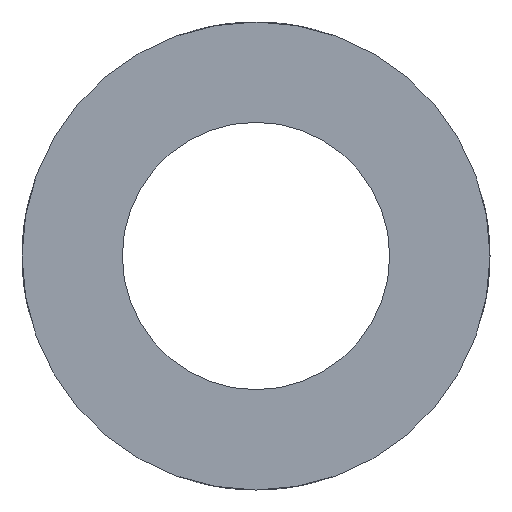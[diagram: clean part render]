
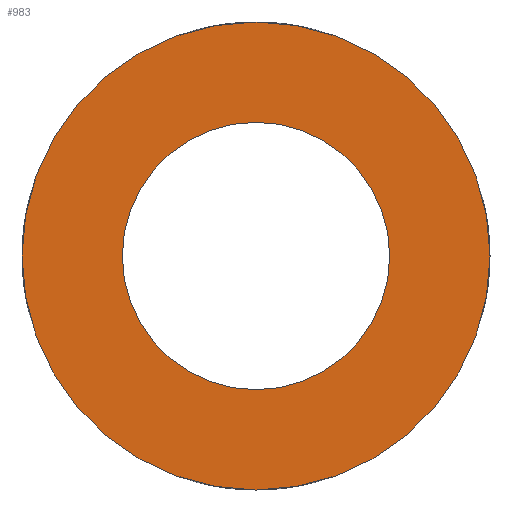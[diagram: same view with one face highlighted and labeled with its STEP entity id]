
A CAD part, left-side view. The second image highlights one B-rep face of the part: STEP entity #983.
In plain terms, the highlighted planar face has unit normal (-1, 0, 0).
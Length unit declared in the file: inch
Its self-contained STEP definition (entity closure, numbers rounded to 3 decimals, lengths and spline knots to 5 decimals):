
#60 = CIRCLE ( 'NONE', #528, 0.25 ) ;
#119 = EDGE_CURVE ( 'NONE', #873, #475, #60, .T. ) ;
#126 = DIRECTION ( 'NONE',  ( 0., 0., -1. ) ) ;
#127 = DIRECTION ( 'NONE',  ( 1., 0., 0. ) ) ;
#128 = CARTESIAN_POINT ( 'NONE',  ( 0., 0., 0. ) ) ;
#138 = ORIENTED_EDGE ( 'NONE', *, *, #341, .F. ) ;
#214 = CARTESIAN_POINT ( 'NONE',  ( 0., 0., -0.4376 ) ) ;
#224 = AXIS2_PLACEMENT_3D ( 'NONE', #718, #717, #716 ) ;
#254 = ORIENTED_EDGE ( 'NONE', *, *, #1502, .T. ) ;
#285 = CARTESIAN_POINT ( 'NONE',  ( 0., 0., 0.25 ) ) ;
#305 = AXIS2_PLACEMENT_3D ( 'NONE', #792, #763, #760 ) ;
#309 = EDGE_LOOP ( 'NONE', ( #1173, #254 ) ) ;
#324 = CARTESIAN_POINT ( 'NONE',  ( 0., 0., 0.4376 ) ) ;
#341 = EDGE_CURVE ( 'NONE', #1467, #1396, #1497, .T. ) ;
#403 = AXIS2_PLACEMENT_3D ( 'NONE', #513, #526, #484 ) ;
#466 = AXIS2_PLACEMENT_3D ( 'NONE', #128, #127, #126 ) ;
#475 = VERTEX_POINT ( 'NONE', #285 ) ;
#484 = DIRECTION ( 'NONE',  ( 0., 0., -1. ) ) ;
#513 = CARTESIAN_POINT ( 'NONE',  ( 0., 0., 0. ) ) ;
#526 = DIRECTION ( 'NONE',  ( 1., 0., 0. ) ) ;
#528 = AXIS2_PLACEMENT_3D ( 'NONE', #1044, #1040, #919 ) ;
#716 = DIRECTION ( 'NONE',  ( 0., 0., -1. ) ) ;
#717 = DIRECTION ( 'NONE',  ( 1., 0., 0. ) ) ;
#718 = CARTESIAN_POINT ( 'NONE',  ( 0., 0., 0. ) ) ;
#760 = DIRECTION ( 'NONE',  ( 0., 0., 1. ) ) ;
#763 = DIRECTION ( 'NONE',  ( -1., 0., 0. ) ) ;
#792 = CARTESIAN_POINT ( 'NONE',  ( 0., -0.44285, -0.44285 ) ) ;
#796 = PLANE ( 'NONE',  #305 ) ;
#811 = CIRCLE ( 'NONE', #466, 0.25 ) ;
#873 = VERTEX_POINT ( 'NONE', #894 ) ;
#894 = CARTESIAN_POINT ( 'NONE',  ( 0., 0., -0.25 ) ) ;
#919 = DIRECTION ( 'NONE',  ( 0., 0., -1. ) ) ;
#983 = ADVANCED_FACE ( 'NONE', ( #1203, #1202 ), #796, .T. ) ;
#1028 = EDGE_CURVE ( 'NONE', #1396, #1467, #1182, .T. ) ;
#1040 = DIRECTION ( 'NONE',  ( 1., 0., 0. ) ) ;
#1044 = CARTESIAN_POINT ( 'NONE',  ( 0., 0., 0. ) ) ;
#1134 = EDGE_LOOP ( 'NONE', ( #138, #1504 ) ) ;
#1173 = ORIENTED_EDGE ( 'NONE', *, *, #119, .T. ) ;
#1182 = CIRCLE ( 'NONE', #224, 0.4376 ) ;
#1202 = FACE_BOUND ( 'NONE', #309, .T. ) ;
#1203 = FACE_OUTER_BOUND ( 'NONE', #1134, .T. ) ;
#1396 = VERTEX_POINT ( 'NONE', #324 ) ;
#1467 = VERTEX_POINT ( 'NONE', #214 ) ;
#1497 = CIRCLE ( 'NONE', #403, 0.4376 ) ;
#1502 = EDGE_CURVE ( 'NONE', #475, #873, #811, .T. ) ;
#1504 = ORIENTED_EDGE ( 'NONE', *, *, #1028, .F. ) ;
